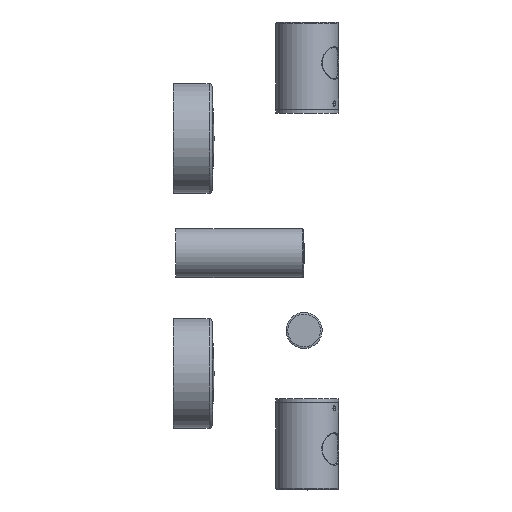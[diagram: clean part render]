
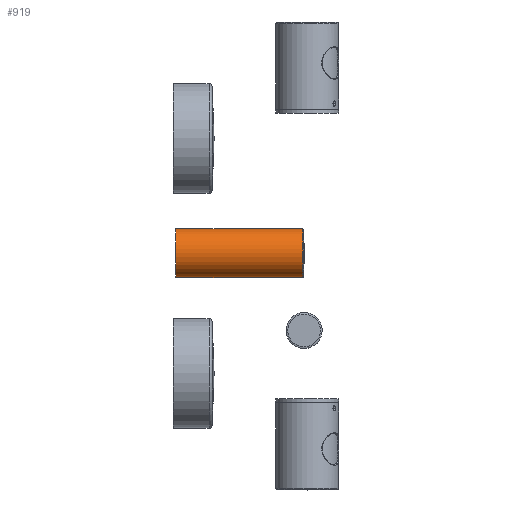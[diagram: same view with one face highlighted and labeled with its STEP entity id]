
A CAD part, top view. The second image highlights one B-rep face of the part: STEP entity #919.
In plain terms, the highlighted cylindrical face has radius 15.65 mm (diameter 31.3 mm), a full revolution.
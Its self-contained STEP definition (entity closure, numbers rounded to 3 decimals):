
#223=ORIENTED_EDGE('',*,*,#437,.T.);
#224=ORIENTED_EDGE('',*,*,#438,.T.);
#437=EDGE_CURVE('',#548,#548,#627,.T.);
#438=EDGE_CURVE('',#549,#549,#628,.T.);
#548=VERTEX_POINT('',#1479);
#549=VERTEX_POINT('',#1481);
#627=CIRCLE('',#1088,15.65);
#628=CIRCLE('',#1089,15.65);
#686=EDGE_LOOP('',(#223));
#687=EDGE_LOOP('',(#224));
#796=FACE_BOUND('',#686,.T.);
#797=FACE_BOUND('',#687,.T.);
#893=CYLINDRICAL_SURFACE('',#1087,15.65);
#919=ADVANCED_FACE('',(#796,#797),#893,.T.);
#1087=AXIS2_PLACEMENT_3D('',#1477,#1228,#1229);
#1088=AXIS2_PLACEMENT_3D('',#1478,#1230,#1231);
#1089=AXIS2_PLACEMENT_3D('',#1480,#1232,#1233);
#1228=DIRECTION('',(1.,0.,0.));
#1229=DIRECTION('',(0.,1.,0.));
#1230=DIRECTION('',(-1.,0.,0.));
#1231=DIRECTION('',(0.,-1.,0.));
#1232=DIRECTION('',(1.,0.,0.));
#1233=DIRECTION('',(0.,1.,0.));
#1477=CARTESIAN_POINT('',(28.3,0.,994.65));
#1478=CARTESIAN_POINT('',(17.052,0.,994.65));
#1479=CARTESIAN_POINT('',(17.052,-15.65,994.65));
#1480=CARTESIAN_POINT('',(-64.,0.,994.65));
#1481=CARTESIAN_POINT('',(-64.,15.65,994.65));
